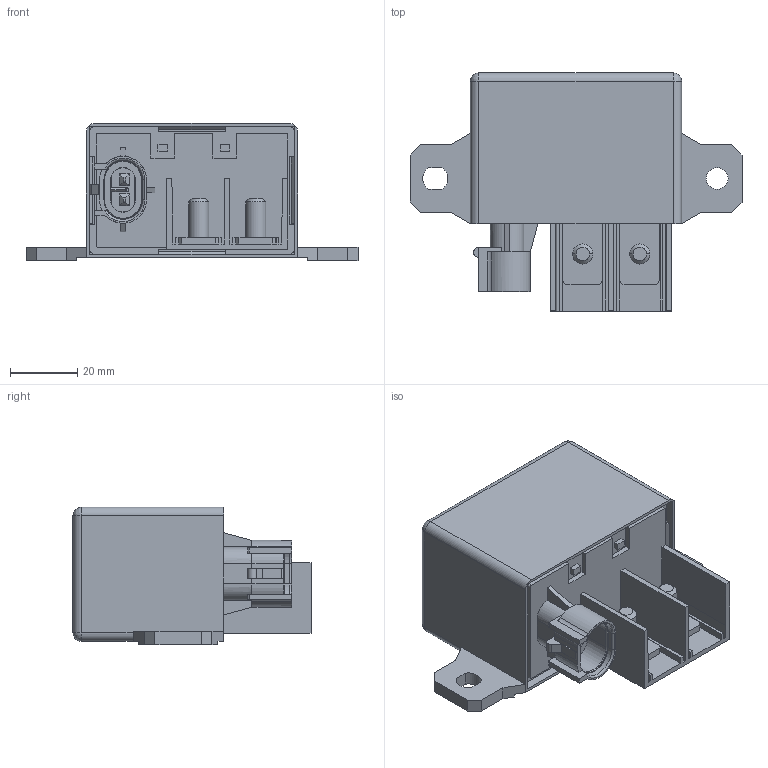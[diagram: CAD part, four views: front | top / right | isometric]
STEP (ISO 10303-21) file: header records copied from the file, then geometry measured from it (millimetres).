
FILE_DESCRIPTION(('FreeCAD Model'),'2;1');
FILE_NAME('c_1393315_2_b_3d.step','2019-03-29T22:45:46',( 'kicad StepUp'),('ksu MCAD'),'Open CASCADE STEP processor 6.8', 'FreeCAD','Unknown');
FILE_SCHEMA(('AUTOMOTIVE_DESIGN_CC2 { 1 2 10303 214 -1 1 5 4 }'));
Length unit declared in the file: millimetre
Products named in the file (1): c_1393315_2_b_3d
Bounding box: 98.9 x 70.9 x 40.9 mm (x, y, z)
Surface area: 25898.4 mm2 (no closed solid volume)
Topology: 0 solids, 298 shells, 298 faces, 1572 edges, 1570 vertices
Faces by surface type: bspline 230, revolution 68
Entity records: 18852 total; most frequent: CARTESIAN_POINT 4354, DIRECTION 1940, ORIENTED_EDGE 1570, EDGE_CURVE 1570, VERTEX_POINT 1570, LINE 1364, VECTOR 1364, FACE_BOUND 318
